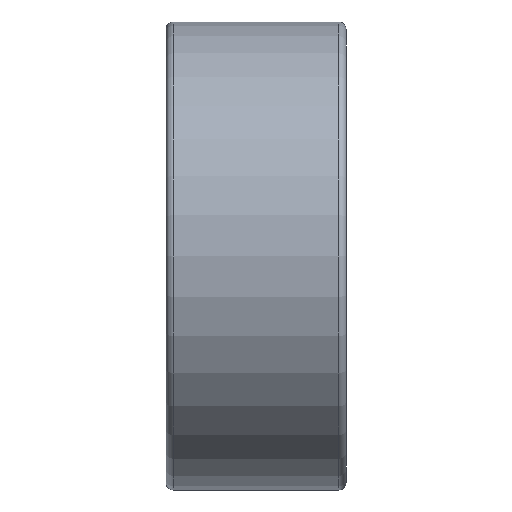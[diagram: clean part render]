
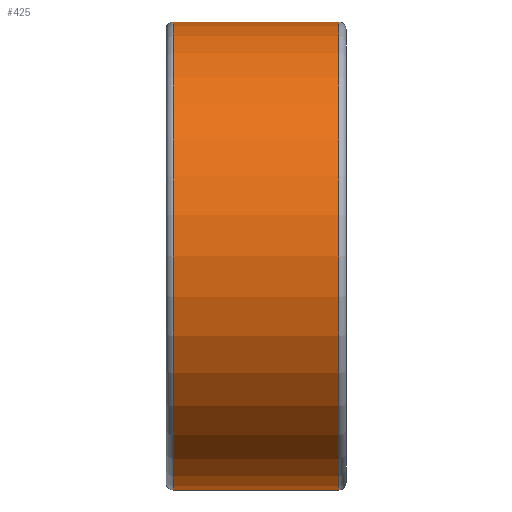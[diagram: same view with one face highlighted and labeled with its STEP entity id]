
A CAD part, front view. The second image highlights one B-rep face of the part: STEP entity #425.
In plain terms, the highlighted cylindrical face has radius 6.5 mm (diameter 13 mm), a full revolution.
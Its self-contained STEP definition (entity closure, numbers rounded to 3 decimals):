
#425 = ADVANCED_FACE( '', ( #547, #548 ), #549, .T. );
#547 = FACE_OUTER_BOUND( '', #674, .T. );
#548 = FACE_OUTER_BOUND( '', #675, .T. );
#549 = CYLINDRICAL_SURFACE( '', #676, 6.5 );
#674 = EDGE_LOOP( '', ( #876 ) );
#675 = EDGE_LOOP( '', ( #877 ) );
#676 = AXIS2_PLACEMENT_3D( '', #878, #879, #880 );
#876 = ORIENTED_EDGE( '', *, *, #933, .T. );
#877 = ORIENTED_EDGE( '', *, *, #932, .F. );
#878 = CARTESIAN_POINT( '', ( 50., 0., 0. ) );
#879 = DIRECTION( '', ( -1., 0., 0. ) );
#880 = DIRECTION( '', ( 0., 0., -1. ) );
#932 = EDGE_CURVE( '', #1012, #1012, #1013, .T. );
#933 = EDGE_CURVE( '', #1014, #1014, #1015, .T. );
#1012 = VERTEX_POINT( '', #1092 );
#1013 = CIRCLE( '', #1093, 6.5 );
#1014 = VERTEX_POINT( '', #1094 );
#1015 = CIRCLE( '', #1095, 6.5 );
#1092 = CARTESIAN_POINT( '', ( 4.8, 0., -6.5 ) );
#1093 = AXIS2_PLACEMENT_3D( '', #1210, #1211, #1212 );
#1094 = CARTESIAN_POINT( '', ( 0.2, 0., -6.5 ) );
#1095 = AXIS2_PLACEMENT_3D( '', #1213, #1214, #1215 );
#1210 = CARTESIAN_POINT( '', ( 4.8, 0., 0. ) );
#1211 = DIRECTION( '', ( 1., 0., 0. ) );
#1212 = DIRECTION( '', ( 0., 0., -1. ) );
#1213 = CARTESIAN_POINT( '', ( 0.2, 0., 0. ) );
#1214 = DIRECTION( '', ( 1., 0., 0. ) );
#1215 = DIRECTION( '', ( 0., 0., -1. ) );
